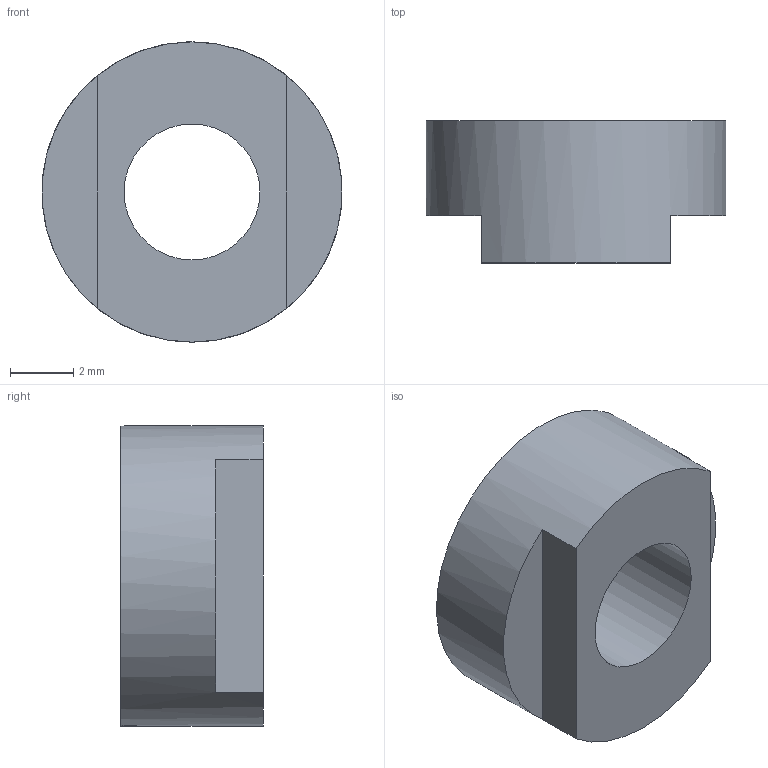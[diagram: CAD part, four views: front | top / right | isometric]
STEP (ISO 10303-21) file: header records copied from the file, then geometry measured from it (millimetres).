
FILE_DESCRIPTION( ( 'STEP AP214' ), '1' );
FILE_NAME( 'K1281.906.stp', '2020-12-10T11:05:05', ( '' ), ( '' ), ' ', 'PARTsolutions', ' ' );
FILE_SCHEMA( ( 'AUTOMOTIVE_DESIGN { 1 0 10303 214 1 1 1 1 }' ) );
Length unit declared in the file: millimetre
Products named in the file (1): _K1281.906
Bounding box: 9.49 x 4.5 x 9.5 mm (x, y, z)
Volume: 211.9 mm3; surface area: 312.8 mm2
Topology: 1 solids, 1 shells, 16 faces, 41 edges, 27 vertices
Faces by surface type: plane 9, bspline 4, cylinder 3
Full cylindrical faces by diameter (mm): 4.3 x1, 6 x1, 9.5 x1
Entity records: 644 total; most frequent: CARTESIAN_POINT 159, ORIENTED_EDGE 72, DIRECTION 58, EDGE_CURVE 36, VERTEX_POINT 25, AXIS2_PLACEMENT_3D 22, EDGE_LOOP 21, FACE_OUTER_BOUND 19
